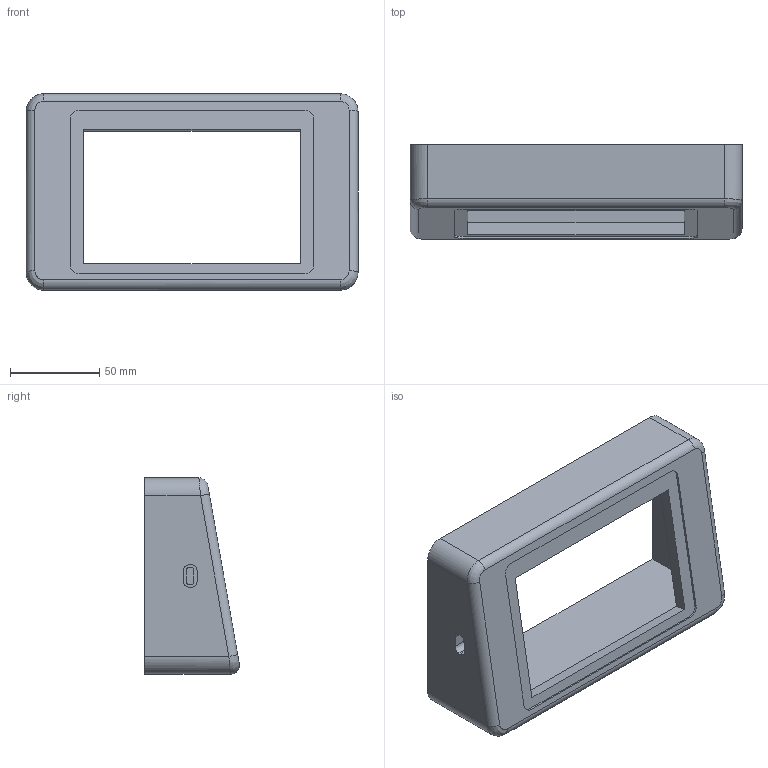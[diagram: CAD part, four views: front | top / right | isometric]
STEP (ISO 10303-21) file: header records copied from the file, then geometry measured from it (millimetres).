
FILE_DESCRIPTION(('FreeCAD Model'),'2;1');
FILE_NAME('Open CASCADE Shape Model','2024-06-23T09:53:57',(''),(''), 'Open CASCADE STEP processor 7.7','FreeCAD','Unknown');
FILE_SCHEMA(('AUTOMOTIVE_DESIGN { 1 0 10303 214 1 1 1 1 }'));
Length unit declared in the file: millimetre
Products named in the file (1): front_adapter
Bounding box: 186 x 53.04 x 110 mm (x, y, z)
Volume: 294041 mm3; surface area: 70270.8 mm2
Topology: 1 solids, 1 shells, 87 faces, 203 edges, 132 vertices
Faces by surface type: plane 52, cylinder 31, bspline 4
Full cylindrical faces by diameter (mm): 4.4 x8, 6.4 x3
Entity records: 2757 total; most frequent: CARTESIAN_POINT 727, DIRECTION 415, ORIENTED_EDGE 406, EDGE_CURVE 203, AXIS2_PLACEMENT_3D 139, LINE 137, VECTOR 137, VERTEX_POINT 132
